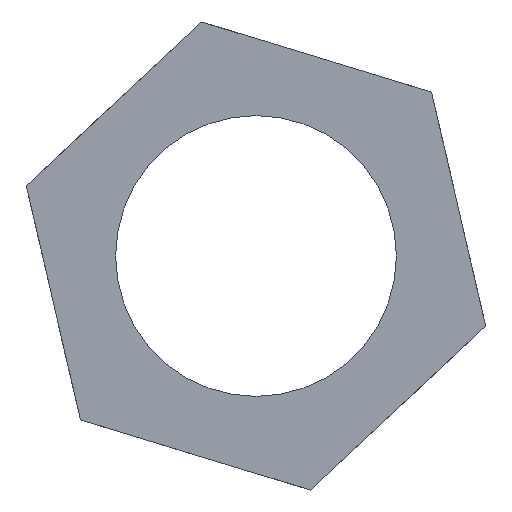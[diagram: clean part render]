
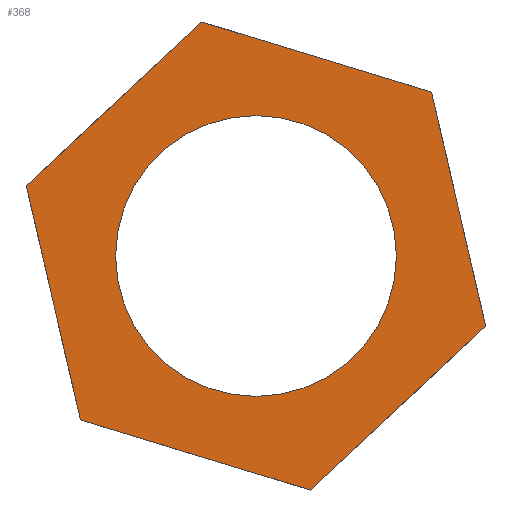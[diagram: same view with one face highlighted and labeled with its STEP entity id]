
A CAD part, front view. The second image highlights one B-rep face of the part: STEP entity #368.
In plain terms, the highlighted planar face has unit normal (0, -1, 0).
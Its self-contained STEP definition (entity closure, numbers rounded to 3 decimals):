
#3 = CIRCLE ( 'NONE', #107, 2.7 ) ;
#5 = VERTEX_POINT ( 'NONE', #529 ) ;
#6 = CARTESIAN_POINT ( 'NONE',  ( 1.041, 0., -4.5 ) ) ;
#19 = CIRCLE ( 'NONE', #227, 2.7 ) ;
#26 = LINE ( 'NONE', #395, #507 ) ;
#33 = LINE ( 'NONE', #525, #203 ) ;
#34 = CARTESIAN_POINT ( 'NONE',  ( 0., 0., 0. ) ) ;
#40 = ORIENTED_EDGE ( 'NONE', *, *, #209, .F. ) ;
#44 = VERTEX_POINT ( 'NONE', #272 ) ;
#51 = ORIENTED_EDGE ( 'NONE', *, *, #466, .F. ) ;
#53 = VERTEX_POINT ( 'NONE', #229 ) ;
#59 = ORIENTED_EDGE ( 'NONE', *, *, #388, .F. ) ;
#63 = EDGE_CURVE ( 'NONE', #226, #53, #26, .T. ) ;
#74 = LINE ( 'NONE', #201, #491 ) ;
#78 = LINE ( 'NONE', #117, #159 ) ;
#81 = ORIENTED_EDGE ( 'NONE', *, *, #382, .T. ) ;
#90 = LINE ( 'NONE', #380, #180 ) ;
#94 = EDGE_LOOP ( 'NONE', ( #59, #233, #224, #40, #332, #51 ) ) ;
#107 = AXIS2_PLACEMENT_3D ( 'NONE', #155, #194, #371 ) ;
#111 = CARTESIAN_POINT ( 'NONE',  ( 1.041, 0., -4.5 ) ) ;
#113 = DIRECTION ( 'NONE',  ( -0.731, 0., -0.682 ) ) ;
#116 = DIRECTION ( 'NONE',  ( 0., 1., 0. ) ) ;
#117 = CARTESIAN_POINT ( 'NONE',  ( 4.418, 0., -1.349 ) ) ;
#121 = LINE ( 'NONE', #6, #494 ) ;
#136 = VERTEX_POINT ( 'NONE', #111 ) ;
#143 = EDGE_CURVE ( 'NONE', #162, #498, #74, .T. ) ;
#147 = DIRECTION ( 'NONE',  ( 0.225, 0., -0.974 ) ) ;
#155 = CARTESIAN_POINT ( 'NONE',  ( 0., 0., 0. ) ) ;
#156 = CARTESIAN_POINT ( 'NONE',  ( -4.418, 0., 1.349 ) ) ;
#158 = PLANE ( 'NONE',  #331 ) ;
#159 = VECTOR ( 'NONE', #113, 1000. ) ;
#162 = VERTEX_POINT ( 'NONE', #356 ) ;
#164 = EDGE_CURVE ( 'NONE', #249, #44, #19, .T. ) ;
#180 = VECTOR ( 'NONE', #300, 1000. ) ;
#184 = EDGE_CURVE ( 'NONE', #498, #136, #78, .T. ) ;
#194 = DIRECTION ( 'NONE',  ( 0., 1., 0. ) ) ;
#198 = FACE_OUTER_BOUND ( 'NONE', #94, .T. ) ;
#199 = DIRECTION ( 'NONE',  ( 0.956, 0., -0.292 ) ) ;
#201 = CARTESIAN_POINT ( 'NONE',  ( 3.377, 0., 3.151 ) ) ;
#203 = VECTOR ( 'NONE', #199, 1000. ) ;
#208 = DIRECTION ( 'NONE',  ( -0.956, 0., 0.292 ) ) ;
#209 = EDGE_CURVE ( 'NONE', #53, #162, #33, .T. ) ;
#223 = CARTESIAN_POINT ( 'NONE',  ( 0., 0., -2.7 ) ) ;
#224 = ORIENTED_EDGE ( 'NONE', *, *, #143, .F. ) ;
#226 = VERTEX_POINT ( 'NONE', #156 ) ;
#227 = AXIS2_PLACEMENT_3D ( 'NONE', #34, #116, #326 ) ;
#229 = CARTESIAN_POINT ( 'NONE',  ( -1.041, 0., 4.5 ) ) ;
#233 = ORIENTED_EDGE ( 'NONE', *, *, #184, .F. ) ;
#249 = VERTEX_POINT ( 'NONE', #223 ) ;
#272 = CARTESIAN_POINT ( 'NONE',  ( 0., 0., 2.7 ) ) ;
#300 = DIRECTION ( 'NONE',  ( -0.225, 0., 0.974 ) ) ;
#303 = CARTESIAN_POINT ( 'NONE',  ( 4.418, 0., -1.349 ) ) ;
#326 = DIRECTION ( 'NONE',  ( 0., 0., 1. ) ) ;
#331 = AXIS2_PLACEMENT_3D ( 'NONE', #493, #396, #486 ) ;
#332 = ORIENTED_EDGE ( 'NONE', *, *, #63, .F. ) ;
#338 = ORIENTED_EDGE ( 'NONE', *, *, #164, .T. ) ;
#356 = CARTESIAN_POINT ( 'NONE',  ( 3.377, 0., 3.151 ) ) ;
#368 = ADVANCED_FACE ( 'NONE', ( #198, #412 ), #158, .F. ) ;
#371 = DIRECTION ( 'NONE',  ( 0., 0., 1. ) ) ;
#380 = CARTESIAN_POINT ( 'NONE',  ( -3.377, 0., -3.151 ) ) ;
#382 = EDGE_CURVE ( 'NONE', #44, #249, #3, .T. ) ;
#388 = EDGE_CURVE ( 'NONE', #136, #5, #121, .T. ) ;
#395 = CARTESIAN_POINT ( 'NONE',  ( -4.418, 0., 1.349 ) ) ;
#396 = DIRECTION ( 'NONE',  ( 0., 1., 0. ) ) ;
#408 = EDGE_LOOP ( 'NONE', ( #338, #81 ) ) ;
#412 = FACE_BOUND ( 'NONE', #408, .T. ) ;
#466 = EDGE_CURVE ( 'NONE', #5, #226, #90, .T. ) ;
#482 = DIRECTION ( 'NONE',  ( 0.731, 0., 0.682 ) ) ;
#486 = DIRECTION ( 'NONE',  ( 0., 0., 1. ) ) ;
#491 = VECTOR ( 'NONE', #147, 1000. ) ;
#493 = CARTESIAN_POINT ( 'NONE',  ( 0., 0., 0. ) ) ;
#494 = VECTOR ( 'NONE', #208, 1000. ) ;
#498 = VERTEX_POINT ( 'NONE', #303 ) ;
#507 = VECTOR ( 'NONE', #482, 1000. ) ;
#525 = CARTESIAN_POINT ( 'NONE',  ( -1.041, 0., 4.5 ) ) ;
#529 = CARTESIAN_POINT ( 'NONE',  ( -3.377, 0., -3.151 ) ) ;
